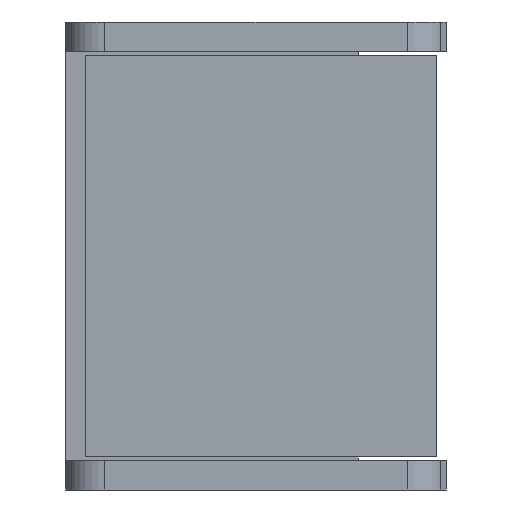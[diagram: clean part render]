
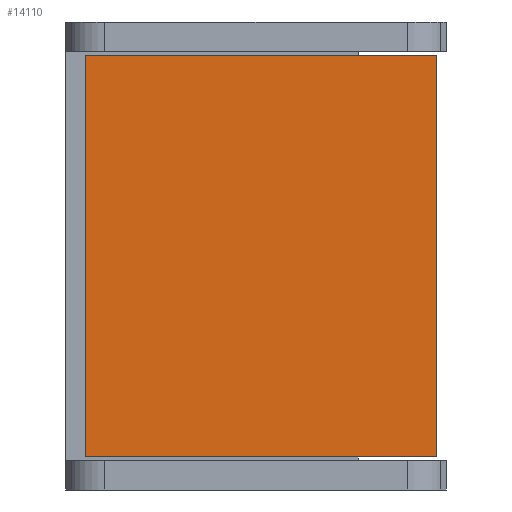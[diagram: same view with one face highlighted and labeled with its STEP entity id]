
A CAD part, front view. The second image highlights one B-rep face of the part: STEP entity #14110.
In plain terms, the highlighted face is planar.
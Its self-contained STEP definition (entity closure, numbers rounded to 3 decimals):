
#9740=CARTESIAN_POINT('',(91.021,63.22,
-2.265));
#9750=VERTEX_POINT('',#9740);
#9780=CARTESIAN_POINT('',(81.021,63.22,
-2.265));
#9790=DIRECTION('',(1.,0.,0.));
#9800=VECTOR('',#9790,1.);
#9810=LINE('',#9780,#9800);
#9820=CARTESIAN_POINT('',(73.021,63.22,
-2.265));
#9830=VERTEX_POINT('',#9820);
#9840=EDGE_CURVE('',#9830,#9750,#9810,.T.);
#11940=CARTESIAN_POINT('',(73.021,73.52,
-2.265));
#11950=DIRECTION('',(0.,-1.,0.));
#11960=VECTOR('',#11950,1.);
#11970=LINE('',#11940,#11960);
#11980=CARTESIAN_POINT('',(73.021,83.82,
-2.265));
#11990=VERTEX_POINT('',#11980);
#12000=EDGE_CURVE('',#11990,#9830,#11970,.T.);
#13230=CARTESIAN_POINT('',(81.021,83.82,
-2.265));
#13240=DIRECTION('',(-1.,0.,0.));
#13250=VECTOR('',#13240,1.);
#13260=LINE('',#13230,#13250);
#13270=CARTESIAN_POINT('',(91.021,83.82,
-2.265));
#13280=VERTEX_POINT('',#13270);
#13290=EDGE_CURVE('',#13280,#11990,#13260,.T.);
#13820=CARTESIAN_POINT('',(91.021,73.52,
-2.265));
#13830=DIRECTION('',(0.,-1.,0.));
#13840=VECTOR('',#13830,1.);
#13850=LINE('',#13820,#13840);
#13860=EDGE_CURVE('',#13280,#9750,#13850,.T.);
#14000=CARTESIAN_POINT('',(73.021,82.12,
-2.265));
#14010=DIRECTION('',(0.,0.,-1.));
#14020=DIRECTION('',(0.,1.,0.));
#14030=AXIS2_PLACEMENT_3D('',#14000,#14010,#14020);
#14040=PLANE('',#14030);
#14050=ORIENTED_EDGE('',*,*,#9840,.F.);
#14060=ORIENTED_EDGE('',*,*,#13860,.T.);
#14070=ORIENTED_EDGE('',*,*,#13290,.F.);
#14080=ORIENTED_EDGE('',*,*,#12000,.F.);
#14090=EDGE_LOOP('',(#14080,#14070,#14060,#14050));
#14100=FACE_OUTER_BOUND('',#14090,.T.);
#14110=ADVANCED_FACE('',(#14100),#14040,.T.);
